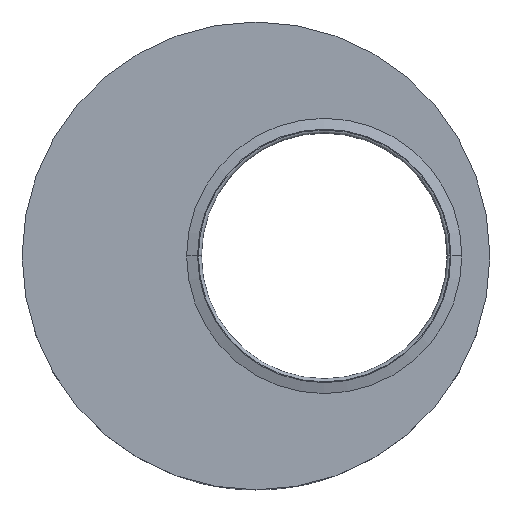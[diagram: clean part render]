
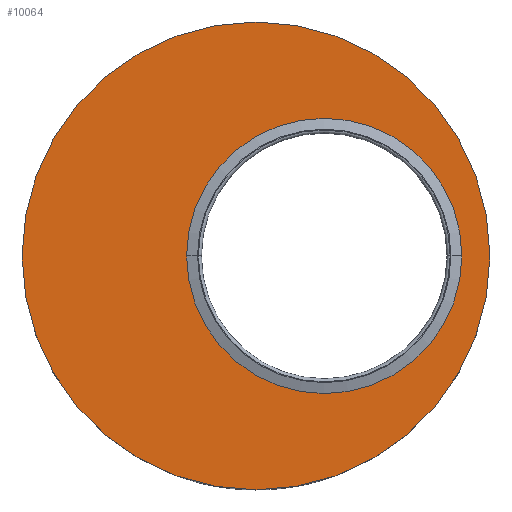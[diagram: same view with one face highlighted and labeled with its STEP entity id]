
A CAD part, top view. The second image highlights one B-rep face of the part: STEP entity #10064.
In plain terms, the highlighted planar face has unit normal (0, 0, 1).
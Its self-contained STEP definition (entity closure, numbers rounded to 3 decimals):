
#6 = CIRCLE ( 'NONE', #1955, 600. ) ;
#952 = DIRECTION ( 'NONE',  ( 0., 0., 1. ) ) ;
#1204 = CIRCLE ( 'NONE', #3919, 327. ) ;
#1473 = VERTEX_POINT ( 'NONE', #10443 ) ;
#1955 = AXIS2_PLACEMENT_3D ( 'NONE', #2553, #952, #7456 ) ;
#2314 = CIRCLE ( 'NONE', #5050, 327. ) ;
#2553 = CARTESIAN_POINT ( 'NONE',  ( 0., 0., 130. ) ) ;
#2831 = ORIENTED_EDGE ( 'NONE', *, *, #2925, .T. ) ;
#2925 = EDGE_CURVE ( 'NONE', #1473, #11478, #6, .T. ) ;
#2979 = ORIENTED_EDGE ( 'NONE', *, *, #12799, .F. ) ;
#3153 = DIRECTION ( 'NONE',  ( 1., 0., 0. ) ) ;
#3219 = AXIS2_PLACEMENT_3D ( 'NONE', #3405, #19855, #16358 ) ;
#3405 = CARTESIAN_POINT ( 'NONE',  ( 0., 0., 130. ) ) ;
#3811 = CARTESIAN_POINT ( 'NONE',  ( 502., 0., 130. ) ) ;
#3919 = AXIS2_PLACEMENT_3D ( 'NONE', #12073, #8784, #16738 ) ;
#5009 = FACE_BOUND ( 'NONE', #10908, .T. ) ;
#5050 = AXIS2_PLACEMENT_3D ( 'NONE', #20485, #16121, #12632 ) ;
#5475 = AXIS2_PLACEMENT_3D ( 'NONE', #6355, #12817, #3153 ) ;
#6355 = CARTESIAN_POINT ( 'NONE',  ( 0., 0., 130. ) ) ;
#6923 = FACE_OUTER_BOUND ( 'NONE', #11668, .T. ) ;
#7405 = CARTESIAN_POINT ( 'NONE',  ( 600., 0., 130. ) ) ;
#7456 = DIRECTION ( 'NONE',  ( 1., 0., 0. ) ) ;
#8774 = EDGE_CURVE ( 'NONE', #11179, #15241, #2314, .T. ) ;
#8784 = DIRECTION ( 'NONE',  ( 0., 0., 1. ) ) ;
#8908 = ORIENTED_EDGE ( 'NONE', *, *, #14095, .T. ) ;
#10037 = ORIENTED_EDGE ( 'NONE', *, *, #8774, .F. ) ;
#10064 = ADVANCED_FACE ( 'NONE', ( #6923, #5009 ), #14559, .T. ) ;
#10443 = CARTESIAN_POINT ( 'NONE',  ( -600., 0., 130. ) ) ;
#10908 = EDGE_LOOP ( 'NONE', ( #10037, #2979 ) ) ;
#11179 = VERTEX_POINT ( 'NONE', #3811 ) ;
#11478 = VERTEX_POINT ( 'NONE', #7405 ) ;
#11668 = EDGE_LOOP ( 'NONE', ( #2831, #8908 ) ) ;
#12073 = CARTESIAN_POINT ( 'NONE',  ( 175., 0., 130. ) ) ;
#12632 = DIRECTION ( 'NONE',  ( 1., 0., 0. ) ) ;
#12799 = EDGE_CURVE ( 'NONE', #15241, #11179, #1204, .T. ) ;
#12817 = DIRECTION ( 'NONE',  ( 0., 0., 1. ) ) ;
#13250 = CIRCLE ( 'NONE', #5475, 600. ) ;
#14095 = EDGE_CURVE ( 'NONE', #11478, #1473, #13250, .T. ) ;
#14559 = PLANE ( 'NONE',  #3219 ) ;
#15105 = CARTESIAN_POINT ( 'NONE',  ( -152., 0., 130. ) ) ;
#15241 = VERTEX_POINT ( 'NONE', #15105 ) ;
#16121 = DIRECTION ( 'NONE',  ( 0., 0., 1. ) ) ;
#16358 = DIRECTION ( 'NONE',  ( 1., 0., 0. ) ) ;
#16738 = DIRECTION ( 'NONE',  ( 1., 0., 0. ) ) ;
#19855 = DIRECTION ( 'NONE',  ( 0., 0., 1. ) ) ;
#20485 = CARTESIAN_POINT ( 'NONE',  ( 175., 0., 130. ) ) ;
